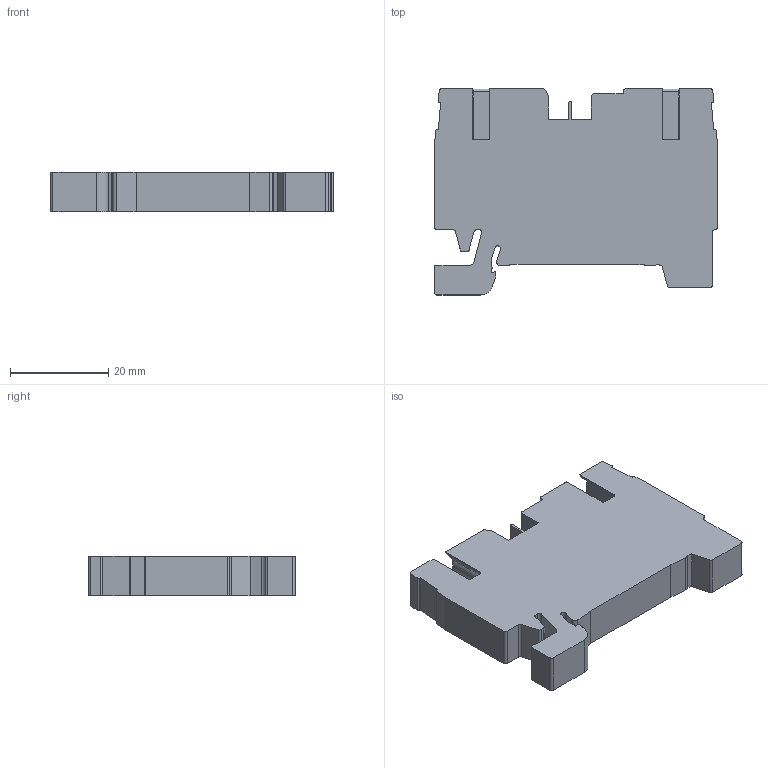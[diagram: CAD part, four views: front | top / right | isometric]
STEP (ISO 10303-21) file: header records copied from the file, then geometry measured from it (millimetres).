
FILE_DESCRIPTION((''),'2;1');
FILE_NAME('PRK6_2A','2019-09-20T',('Christian Carl'),(''),'CREO PARAMETRIC BY PTC INC, 2016380','CREO PARAMETRIC BY PTC INC, 2016380','');
FILE_SCHEMA(('CONFIG_CONTROL_DESIGN'));
Length unit declared in the file: millimetre
Products named in the file (1): PRK6_2A
Bounding box: 57.7 x 42 x 8.1 mm (x, y, z)
Volume: 13757 mm3; surface area: 7999 mm2
Topology: 1 solids, 5 shells, 246 faces, 687 edges, 456 vertices
Faces by surface type: plane 145, cylinder 87, cone 14
Entity records: 7972 total; most frequent: CARTESIAN_POINT 1432, ORIENTED_EDGE 1374, DIRECTION 1367, EDGE_CURVE 687, VECTOR 475, LINE 475, VERTEX_POINT 456, AXIS2_PLACEMENT_3D 446
